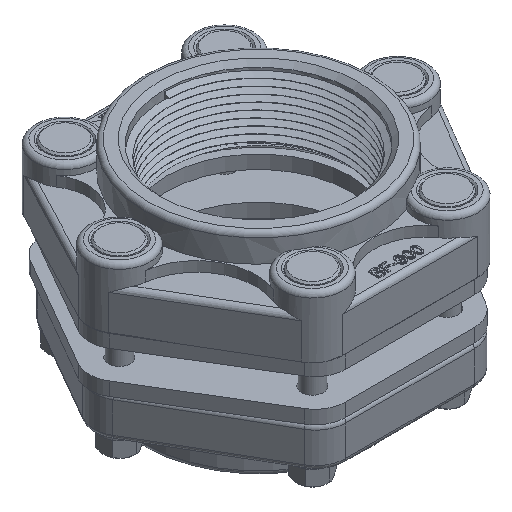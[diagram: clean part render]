
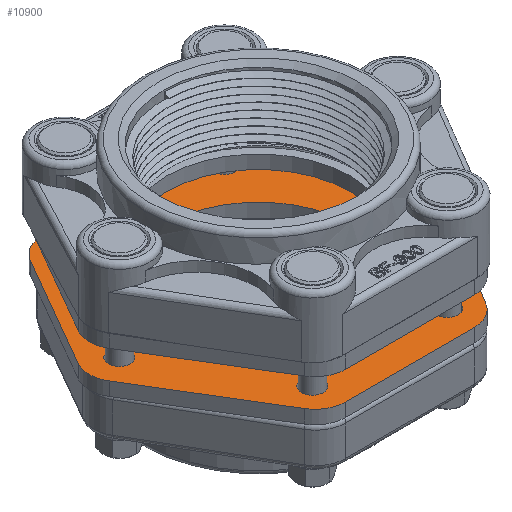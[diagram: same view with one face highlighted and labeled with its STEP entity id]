
A CAD part, isometric view. The second image highlights one B-rep face of the part: STEP entity #10900.
In plain terms, the highlighted planar face has unit normal (0, 0, 1).
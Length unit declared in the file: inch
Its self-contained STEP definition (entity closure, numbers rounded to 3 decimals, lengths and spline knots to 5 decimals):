
#473=FACE_BOUND('',#1801,.T.);
#474=FACE_BOUND('',#1802,.T.);
#475=FACE_BOUND('',#1803,.T.);
#476=FACE_BOUND('',#1804,.T.);
#477=FACE_BOUND('',#1805,.T.);
#478=FACE_BOUND('',#1806,.T.);
#479=FACE_BOUND('',#1807,.T.);
#715=PLANE('',#11855);
#1134=FACE_OUTER_BOUND('',#1800,.T.);
#1800=EDGE_LOOP('',(#9145,#9146,#9147,#9148,#9149,#9150,#9151,#9152,#9153,
#9154,#9155,#9156));
#1801=EDGE_LOOP('',(#9157));
#1802=EDGE_LOOP('',(#9158));
#1803=EDGE_LOOP('',(#9159));
#1804=EDGE_LOOP('',(#9160));
#1805=EDGE_LOOP('',(#9161));
#1806=EDGE_LOOP('',(#9162));
#1807=EDGE_LOOP('',(#9163));
#2246=CIRCLE('',#11810,0.5625);
#2260=CIRCLE('',#11827,0.5625);
#2261=CIRCLE('',#11829,0.5625);
#2262=CIRCLE('',#11832,0.5625);
#2263=CIRCLE('',#11835,0.5625);
#2264=CIRCLE('',#11838,0.5625);
#2265=CIRCLE('',#11840,1.705);
#2266=CIRCLE('',#11842,0.205);
#2267=CIRCLE('',#11844,0.205);
#2268=CIRCLE('',#11846,0.205);
#2269=CIRCLE('',#11848,0.205);
#2270=CIRCLE('',#11850,0.205);
#2271=CIRCLE('',#11852,0.205);
#3418=LINE('',#20508,#4255);
#3424=LINE('',#20523,#4261);
#3428=LINE('',#20533,#4265);
#3430=LINE('',#20539,#4267);
#3439=LINE('',#20573,#4276);
#3440=LINE('',#20575,#4277);
#4255=VECTOR('',#13859,0.3937);
#4261=VECTOR('',#13875,0.3937);
#4265=VECTOR('',#13885,0.3937);
#4267=VECTOR('',#13893,0.3937);
#4276=VECTOR('',#13936,0.3937);
#4277=VECTOR('',#13939,0.3937);
#5138=VERTEX_POINT('',#20462);
#5139=VERTEX_POINT('',#20463);
#5159=VERTEX_POINT('',#20507);
#5160=VERTEX_POINT('',#20511);
#5161=VERTEX_POINT('',#20515);
#5162=VERTEX_POINT('',#20516);
#5163=VERTEX_POINT('',#20521);
#5164=VERTEX_POINT('',#20525);
#5165=VERTEX_POINT('',#20526);
#5166=VERTEX_POINT('',#20531);
#5167=VERTEX_POINT('',#20535);
#5168=VERTEX_POINT('',#20541);
#5169=VERTEX_POINT('',#20545);
#5170=VERTEX_POINT('',#20549);
#5171=VERTEX_POINT('',#20553);
#5172=VERTEX_POINT('',#20557);
#5173=VERTEX_POINT('',#20561);
#5174=VERTEX_POINT('',#20565);
#5175=VERTEX_POINT('',#20569);
#6506=EDGE_CURVE('',#5138,#5139,#2246,.T.);
#6528=EDGE_CURVE('',#5139,#5159,#3418,.T.);
#6530=EDGE_CURVE('',#5159,#5160,#2260,.T.);
#6532=EDGE_CURVE('',#5161,#5162,#2261,.T.);
#6536=EDGE_CURVE('',#5163,#5161,#3424,.T.);
#6537=EDGE_CURVE('',#5164,#5165,#2262,.T.);
#6541=EDGE_CURVE('',#5166,#5164,#3428,.T.);
#6542=EDGE_CURVE('',#5167,#5166,#2263,.T.);
#6544=EDGE_CURVE('',#5162,#5167,#3430,.T.);
#6545=EDGE_CURVE('',#5168,#5163,#2264,.T.);
#6548=EDGE_CURVE('',#5169,#5169,#2265,.T.);
#6550=EDGE_CURVE('',#5170,#5170,#2266,.T.);
#6552=EDGE_CURVE('',#5171,#5171,#2267,.T.);
#6554=EDGE_CURVE('',#5172,#5172,#2268,.T.);
#6556=EDGE_CURVE('',#5173,#5173,#2269,.T.);
#6558=EDGE_CURVE('',#5174,#5174,#2270,.T.);
#6560=EDGE_CURVE('',#5175,#5175,#2271,.T.);
#6561=EDGE_CURVE('',#5165,#5138,#3439,.T.);
#6562=EDGE_CURVE('',#5160,#5168,#3440,.T.);
#9145=ORIENTED_EDGE('',*,*,#6506,.F.);
#9146=ORIENTED_EDGE('',*,*,#6561,.F.);
#9147=ORIENTED_EDGE('',*,*,#6537,.F.);
#9148=ORIENTED_EDGE('',*,*,#6541,.F.);
#9149=ORIENTED_EDGE('',*,*,#6542,.F.);
#9150=ORIENTED_EDGE('',*,*,#6544,.F.);
#9151=ORIENTED_EDGE('',*,*,#6532,.F.);
#9152=ORIENTED_EDGE('',*,*,#6536,.F.);
#9153=ORIENTED_EDGE('',*,*,#6545,.F.);
#9154=ORIENTED_EDGE('',*,*,#6562,.F.);
#9155=ORIENTED_EDGE('',*,*,#6530,.F.);
#9156=ORIENTED_EDGE('',*,*,#6528,.F.);
#9157=ORIENTED_EDGE('',*,*,#6548,.T.);
#9158=ORIENTED_EDGE('',*,*,#6550,.T.);
#9159=ORIENTED_EDGE('',*,*,#6552,.T.);
#9160=ORIENTED_EDGE('',*,*,#6554,.T.);
#9161=ORIENTED_EDGE('',*,*,#6556,.T.);
#9162=ORIENTED_EDGE('',*,*,#6558,.T.);
#9163=ORIENTED_EDGE('',*,*,#6560,.T.);
#10900=ADVANCED_FACE('',(#1134,#473,#474,#475,#476,#477,#478,#479),#715,
 .T.);
#11810=AXIS2_PLACEMENT_3D('',#20464,#13819,#13820);
#11827=AXIS2_PLACEMENT_3D('',#20512,#13863,#13864);
#11829=AXIS2_PLACEMENT_3D('',#20517,#13868,#13869);
#11832=AXIS2_PLACEMENT_3D('',#20527,#13878,#13879);
#11835=AXIS2_PLACEMENT_3D('',#20536,#13888,#13889);
#11838=AXIS2_PLACEMENT_3D('',#20542,#13896,#13897);
#11840=AXIS2_PLACEMENT_3D('',#20547,#13902,#13903);
#11842=AXIS2_PLACEMENT_3D('',#20551,#13907,#13908);
#11844=AXIS2_PLACEMENT_3D('',#20555,#13912,#13913);
#11846=AXIS2_PLACEMENT_3D('',#20559,#13917,#13918);
#11848=AXIS2_PLACEMENT_3D('',#20563,#13922,#13923);
#11850=AXIS2_PLACEMENT_3D('',#20567,#13927,#13928);
#11852=AXIS2_PLACEMENT_3D('',#20571,#13932,#13933);
#11855=AXIS2_PLACEMENT_3D('',#20576,#13940,#13941);
#13819=DIRECTION('center_axis',(0.,0.,-1.));
#13820=DIRECTION('ref_axis',(-0.49,-0.872,0.));
#13859=DIRECTION('',(-0.519,0.855,0.));
#13863=DIRECTION('center_axis',(0.,0.,-1.));
#13864=DIRECTION('ref_axis',(-1.,-0.011,0.));
#13868=DIRECTION('center_axis',(0.,0.,-1.));
#13869=DIRECTION('ref_axis',(0.5,0.866,0.));
#13875=DIRECTION('',(1.,0.,0.));
#13878=DIRECTION('center_axis',(0.,0.,-1.));
#13879=DIRECTION('ref_axis',(0.49,-0.872,0.));
#13885=DIRECTION('',(-0.519,-0.855,0.));
#13888=DIRECTION('center_axis',(0.,0.,-1.));
#13889=DIRECTION('ref_axis',(1.,-0.011,0.));
#13893=DIRECTION('',(0.5,-0.866,0.));
#13896=DIRECTION('center_axis',(0.,0.,-1.));
#13897=DIRECTION('ref_axis',(-0.5,0.866,0.));
#13902=DIRECTION('center_axis',(0.,0.,-1.));
#13903=DIRECTION('ref_axis',(-1.,0.,0.));
#13907=DIRECTION('center_axis',(0.,0.,-1.));
#13908=DIRECTION('ref_axis',(-1.,0.,0.));
#13912=DIRECTION('center_axis',(0.,0.,-1.));
#13913=DIRECTION('ref_axis',(-1.,0.,0.));
#13917=DIRECTION('center_axis',(0.,0.,-1.));
#13918=DIRECTION('ref_axis',(-1.,0.,0.));
#13922=DIRECTION('center_axis',(0.,0.,-1.));
#13923=DIRECTION('ref_axis',(-1.,0.,0.));
#13927=DIRECTION('center_axis',(0.,0.,-1.));
#13928=DIRECTION('ref_axis',(-1.,0.,0.));
#13932=DIRECTION('center_axis',(0.,0.,-1.));
#13933=DIRECTION('ref_axis',(-1.,0.,0.));
#13936=DIRECTION('',(-1.,0.,0.));
#13939=DIRECTION('',(0.5,0.866,0.));
#13940=DIRECTION('center_axis',(0.,0.,1.));
#13941=DIRECTION('ref_axis',(1.,0.,0.));
#20462=CARTESIAN_POINT('',(-1.1985,-2.81,0.25));
#20463=CARTESIAN_POINT('',(-1.67929,-2.53948,0.25));
#20464=CARTESIAN_POINT('Origin',(-1.1985,-2.2475,0.25));
#20507=CARTESIAN_POINT('',(-3.04861,-0.28473,0.25));
#20508=CARTESIAN_POINT('',(-1.515,-2.81,0.25));
#20511=CARTESIAN_POINT('',(-3.05496,0.2885,0.25));
#20512=CARTESIAN_POINT('Origin',(-2.56782,0.00725,
0.25));
#20515=CARTESIAN_POINT('',(1.35524,2.67,0.25));
#20516=CARTESIAN_POINT('',(1.84238,2.38875,0.25));
#20517=CARTESIAN_POINT('Origin',(1.35524,2.1075,0.25));
#20521=CARTESIAN_POINT('',(-1.35524,2.67,0.25));
#20523=CARTESIAN_POINT('',(-1.68,2.67,0.25));
#20525=CARTESIAN_POINT('',(1.67929,-2.53948,0.25));
#20526=CARTESIAN_POINT('',(1.1985,-2.81,0.25));
#20527=CARTESIAN_POINT('Origin',(1.1985,-2.2475,0.25));
#20531=CARTESIAN_POINT('',(3.04861,-0.28473,0.25));
#20533=CARTESIAN_POINT('',(3.22153,0.,0.25));
#20535=CARTESIAN_POINT('',(3.05496,0.2885,0.25));
#20536=CARTESIAN_POINT('Origin',(2.56782,0.00725,0.25));
#20539=CARTESIAN_POINT('',(1.68,2.67,0.25));
#20541=CARTESIAN_POINT('',(-1.84238,2.38875,0.25));
#20542=CARTESIAN_POINT('Origin',(-1.35524,2.1075,0.25));
#20545=CARTESIAN_POINT('',(1.705,0.,0.25));
#20547=CARTESIAN_POINT('Origin',(0.,0.,0.25));
#20549=CARTESIAN_POINT('',(-2.375,0.,0.25));
#20551=CARTESIAN_POINT('Origin',(-2.58,0.,0.25));
#20553=CARTESIAN_POINT('',(-1.045,-2.25,0.25));
#20555=CARTESIAN_POINT('Origin',(-1.25,-2.25,0.25));
#20557=CARTESIAN_POINT('',(1.455,-2.25,0.25));
#20559=CARTESIAN_POINT('Origin',(1.25,-2.25,0.25));
#20561=CARTESIAN_POINT('',(2.785,0.,0.25));
#20563=CARTESIAN_POINT('Origin',(2.58,0.,0.25));
#20565=CARTESIAN_POINT('',(1.685,2.11,0.25));
#20567=CARTESIAN_POINT('Origin',(1.48,2.11,0.25));
#20569=CARTESIAN_POINT('',(-1.275,2.11,0.25));
#20571=CARTESIAN_POINT('Origin',(-1.48,2.11,0.25));
#20573=CARTESIAN_POINT('',(1.515,-2.81,0.25));
#20575=CARTESIAN_POINT('',(-3.22153,0.,0.25));
#20576=CARTESIAN_POINT('Origin',(0.,-0.02872,
0.25));
